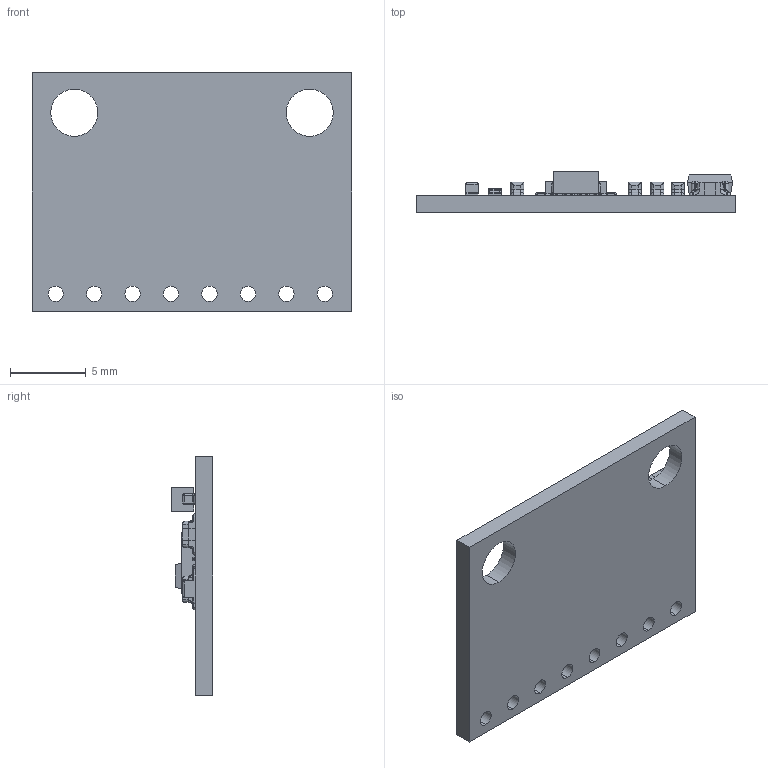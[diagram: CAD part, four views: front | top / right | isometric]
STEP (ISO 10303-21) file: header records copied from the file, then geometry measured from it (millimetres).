
FILE_DESCRIPTION(('FreeCAD Model'),'2;1');
FILE_NAME('MPU_6050.step' ,'2019-05-22T09:50:40',('Author'),(''), 'Open CASCADE STEP processor 7.2','FreeCAD','Unknown');
FILE_SCHEMA(('AUTOMOTIVE_DESIGN { 1 0 10303 214 1 1 1 1 }'));
Length unit declared in the file: millimetre
Products named in the file (8): MPU_6050_IMU; Base; sensor_chip; S2NH_chip; Resistor_small005; Resistor_small_black003; Small_LED; Resistor_black
Assembly tree (15 placements, depth 2):
  MPU_6050_IMU
    Base
    sensor_chip
    S2NH_chip
    Resistor_small005  x6
    Resistor_small_black003  x4
    Small_LED
    Resistor_black
Bounding box: 21.11 x 2.74 x 15.75 mm (x, y, z)
Volume: 396 mm3; surface area: 954.9 mm2
Topology: 15 solids, 15 shells, 878 faces, 2165 edges, 1246 vertices
Faces by surface type: plane 379, cylinder 325, torus 92, sphere 72, bspline 10
Entity records: 21056 total; most frequent: CARTESIAN_POINT 3464, DIRECTION 2921, ORIENTED_EDGE 2828, EDGE_CURVE 1414, AXIS2_PLACEMENT_3D 1047, VERTEX_POINT 870, LINE 827, VECTOR 827
